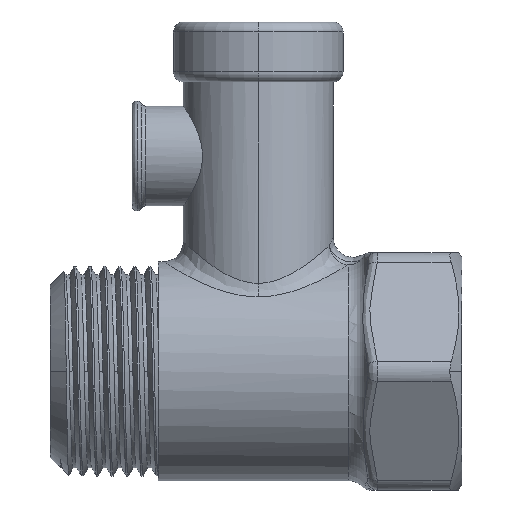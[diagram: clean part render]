
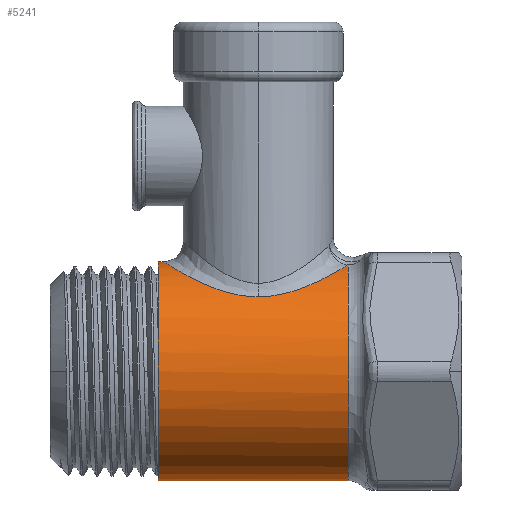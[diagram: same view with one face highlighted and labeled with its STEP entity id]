
A CAD part, left-side view. The second image highlights one B-rep face of the part: STEP entity #5241.
In plain terms, the highlighted cylindrical face has radius 10.96 mm (diameter 21.92 mm), a partial arc.
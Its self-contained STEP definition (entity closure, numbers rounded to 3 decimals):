
#2=CARTESIAN_POINT('',(0.,0.,0.));
#3=DIRECTION('',(0.,-1.,0.));
#4=DIRECTION('',(0.,0.,1.));
#5=AXIS2_PLACEMENT_3D('',#2,#3,#4);
#61=CARTESIAN_POINT('',(0.,-0.5,10.96));
#62=CARTESIAN_POINT('',(-0.353,-0.5,
10.96));
#63=CARTESIAN_POINT('',(-1.066,-0.556,10.925));
#64=CARTESIAN_POINT('',(-2.132,-0.809,10.769));
#65=CARTESIAN_POINT('',(-3.229,-1.263,10.494));
#66=CARTESIAN_POINT('',(-4.321,-1.943,10.095));
#67=CARTESIAN_POINT('',(-5.385,-2.889,9.57));
#68=CARTESIAN_POINT('',(-6.312,-4.054,8.979));
#69=CARTESIAN_POINT('',(-7.003,-5.277,8.442));
#70=CARTESIAN_POINT('',(-7.476,-6.445,8.021));
#71=CARTESIAN_POINT('',(-7.81,-7.656,7.692));
#72=CARTESIAN_POINT('',(-7.999,-8.883,7.493));
#73=CARTESIAN_POINT('',(-8.034,-9.634,7.455));
#74=CARTESIAN_POINT('',(-8.034,-10.,7.455));
#76=CARTESIAN_POINT('',(-8.034,-10.,7.455));
#77=CARTESIAN_POINT('',(-8.034,-10.342,7.455));
#78=CARTESIAN_POINT('',(-8.002,-11.045,7.489));
#79=CARTESIAN_POINT('',(-7.848,-12.143,7.653));
#80=CARTESIAN_POINT('',(-7.552,-13.326,7.948));
#81=CARTESIAN_POINT('',(-7.079,-14.568,8.379));
#82=CARTESIAN_POINT('',(-6.397,-15.807,8.915));
#83=CARTESIAN_POINT('',(-5.612,-16.844,9.431));
#84=CARTESIAN_POINT('',(-4.7,-17.748,9.921));
#85=CARTESIAN_POINT('',(-3.667,-18.492,10.349));
#86=CARTESIAN_POINT('',(-2.944,-18.851,10.564));
#87=CARTESIAN_POINT('',(-2.572,-19.,10.654));
#89=DIRECTION('',(0.,-1.,0.));
#90=VECTOR('',#89,0.5);
#91=CARTESIAN_POINT('',(0.,0.,10.96));
#92=LINE('',#91,#90);
#116=CARTESIAN_POINT('',(0.,-0.5,10.96));
#118=DIRECTION('',(0.,-1.,0.));
#119=VECTOR('',#118,19.);
#120=CARTESIAN_POINT('',(0.,0.,-10.96));
#121=LINE('',#120,#119);
#217=CARTESIAN_POINT('',(0.,-19.,0.));
#218=DIRECTION('',(0.,1.,0.));
#219=DIRECTION('',(0.,0.,-1.));
#220=AXIS2_PLACEMENT_3D('',#217,#218,#219);
#5064=CARTESIAN_POINT('',(0.,0.,10.96));
#5065=CARTESIAN_POINT('',(0.,0.,-10.96));
#5066=VERTEX_POINT('',#5064);
#5067=VERTEX_POINT('',#5065);
#5132=CARTESIAN_POINT('',(0.,-19.,-10.96));
#5133=VERTEX_POINT('',#5132);
#5188=VERTEX_POINT('',#116);
#5191=VERTEX_POINT('',#74);
#5193=VERTEX_POINT('',#87);
#5223=CARTESIAN_POINT('',(0.,0.,0.));
#5224=DIRECTION('',(0.,1.,0.));
#5225=DIRECTION('',(0.,0.,1.));
#5226=AXIS2_PLACEMENT_3D('',#5223,#5224,#5225);
#5227=CYLINDRICAL_SURFACE('',#5226,10.96);
#5229=ORIENTED_EDGE('',*,*,#5228,.T.);
#5231=ORIENTED_EDGE('',*,*,#5230,.T.);
#5233=ORIENTED_EDGE('',*,*,#5232,.F.);
#5235=ORIENTED_EDGE('',*,*,#5234,.F.);
#5236=ORIENTED_EDGE('',*,*,#5206,.F.);
#5238=ORIENTED_EDGE('',*,*,#5237,.T.);
#5239=EDGE_LOOP('',(#5229,#5231,#5233,#5235,#5236,#5238));
#5240=FACE_OUTER_BOUND('',#5239,.F.);
#5241=ADVANCED_FACE('',(#5240),#5227,.T.);
#6=CIRCLE('',#5,10.96);
#75=B_SPLINE_CURVE_WITH_KNOTS('',3,(#61,#62,#63,#64,#65,#66,#67,#68,#69,#70,#71,
#72,#73,#74),.UNSPECIFIED.,.F.,.F.,(4,1,1,1,1,1,1,1,1,1,1,4),(0.,
0.091,0.182,0.273,0.364,
0.455,0.545,0.636,0.727,
0.818,0.909,1.),.UNSPECIFIED.);
#88=B_SPLINE_CURVE_WITH_KNOTS('',3,(#76,#77,#78,#79,#80,#81,#82,#83,#84,#85,#86,
#87),.UNSPECIFIED.,.F.,.F.,(4,1,1,1,1,1,1,1,1,4),(0.,0.111,
0.222,0.333,0.444,0.556,
0.667,0.778,0.889,1.),.UNSPECIFIED.);
#221=CIRCLE('',#220,10.96);
#5206=EDGE_CURVE('',#5066,#5067,#6,.T.);
#5228=EDGE_CURVE('',#5188,#5191,#75,.T.);
#5230=EDGE_CURVE('',#5191,#5193,#88,.T.);
#5232=EDGE_CURVE('',#5133,#5193,#221,.T.);
#5234=EDGE_CURVE('',#5067,#5133,#121,.T.);
#5237=EDGE_CURVE('',#5066,#5188,#92,.T.);
